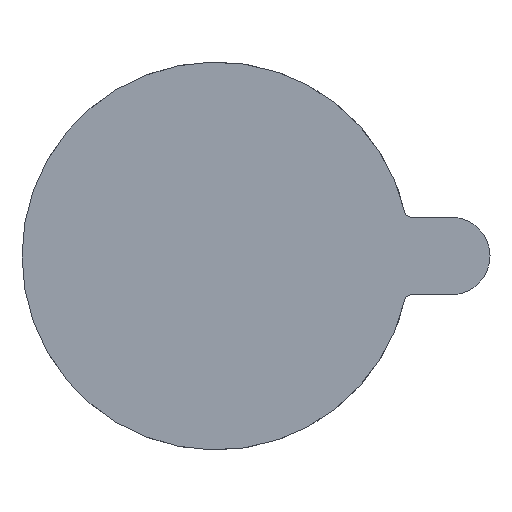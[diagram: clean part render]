
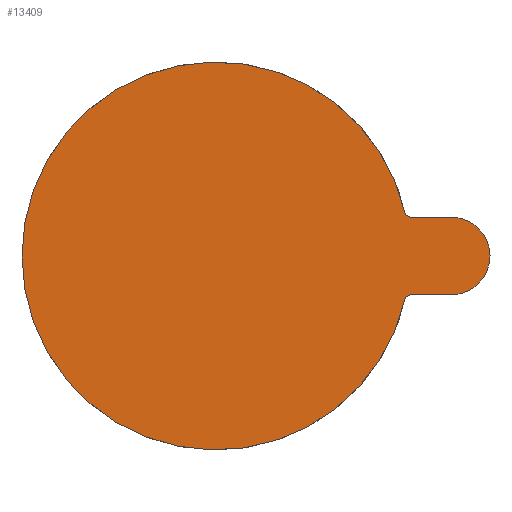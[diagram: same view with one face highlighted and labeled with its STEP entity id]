
A CAD part, top view. The second image highlights one B-rep face of the part: STEP entity #13409.
In plain terms, the highlighted planar face has unit normal (0, 0, 1).
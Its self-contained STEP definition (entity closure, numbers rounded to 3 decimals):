
#220 = LINE ( 'NONE', #4645, #3387 ) ;
#448 = VERTEX_POINT ( 'NONE', #20301 ) ;
#799 = DIRECTION ( 'NONE',  ( -1., 0., 0. ) ) ;
#2038 = AXIS2_PLACEMENT_3D ( 'NONE', #27652, #27801, #799 ) ;
#2755 = EDGE_CURVE ( 'NONE', #4103, #448, #15167, .T. ) ;
#3387 = VECTOR ( 'NONE', #7334, 1000. ) ;
#3653 = ORIENTED_EDGE ( 'NONE', *, *, #4431, .F. ) ;
#4103 = VERTEX_POINT ( 'NONE', #27083 ) ;
#4431 = EDGE_CURVE ( 'NONE', #18542, #4103, #27176, .T. ) ;
#4645 = CARTESIAN_POINT ( 'NONE',  ( 68.221, 50.036, 0.15 ) ) ;
#4923 = VERTEX_POINT ( 'NONE', #15450 ) ;
#5687 = CARTESIAN_POINT ( 'NONE',  ( 65.124, 56.036, 0.15 ) ) ;
#6399 = VERTEX_POINT ( 'NONE', #20224 ) ;
#7334 = DIRECTION ( 'NONE',  ( -1., 0., 0. ) ) ;
#7554 = DIRECTION ( 'NONE',  ( 0., 0., 1. ) ) ;
#8845 = VECTOR ( 'NONE', #24822, 1000. ) ;
#9672 = ORIENTED_EDGE ( 'NONE', *, *, #2755, .F. ) ;
#10652 = CARTESIAN_POINT ( 'NONE',  ( 65.124, 49.536, 0.15 ) ) ;
#12139 = CIRCLE ( 'NONE', #2038, 15. ) ;
#12353 = EDGE_LOOP ( 'NONE', ( #21905, #18958, #30629, #9672, #3653, #14397 ) ) ;
#12522 = CARTESIAN_POINT ( 'NONE',  ( 65.124, 56.536, 0.15 ) ) ;
#12663 = DIRECTION ( 'NONE',  ( 0., 0., 1. ) ) ;
#12730 = AXIS2_PLACEMENT_3D ( 'NONE', #10652, #17425, #22370 ) ;
#12838 = DIRECTION ( 'NONE',  ( -1., 0., 0. ) ) ;
#13136 = DIRECTION ( 'NONE',  ( -1., 0., 0. ) ) ;
#13137 = EDGE_CURVE ( 'NONE', #21675, #4923, #24293, .T. ) ;
#13409 = ADVANCED_FACE ( 'NONE', ( #28290 ), #25630, .F. ) ;
#13604 = CARTESIAN_POINT ( 'NONE',  ( 65.124, 49.536, 0.15 ) ) ;
#14397 = ORIENTED_EDGE ( 'NONE', *, *, #19679, .F. ) ;
#15167 = LINE ( 'NONE', #5687, #8845 ) ;
#15450 = CARTESIAN_POINT ( 'NONE',  ( 64.637, 49.649, 0.15 ) ) ;
#15494 = EDGE_CURVE ( 'NONE', #6399, #448, #30597, .T. ) ;
#16449 = CARTESIAN_POINT ( 'NONE',  ( 68.221, 53.036, 0.15 ) ) ;
#16726 = AXIS2_PLACEMENT_3D ( 'NONE', #13604, #25765, #13136 ) ;
#16885 = EDGE_CURVE ( 'NONE', #6399, #21675, #220, .T. ) ;
#17425 = DIRECTION ( 'NONE',  ( 0., 0., 1. ) ) ;
#18542 = VERTEX_POINT ( 'NONE', #22795 ) ;
#18958 = ORIENTED_EDGE ( 'NONE', *, *, #16885, .F. ) ;
#19679 = EDGE_CURVE ( 'NONE', #4923, #18542, #12139, .T. ) ;
#20224 = CARTESIAN_POINT ( 'NONE',  ( 68.221, 50.036, 0.15 ) ) ;
#20301 = CARTESIAN_POINT ( 'NONE',  ( 68.221, 56.036, 0.15 ) ) ;
#21675 = VERTEX_POINT ( 'NONE', #26030 ) ;
#21905 = ORIENTED_EDGE ( 'NONE', *, *, #13137, .F. ) ;
#22370 = DIRECTION ( 'NONE',  ( -1., 0., 0. ) ) ;
#22795 = CARTESIAN_POINT ( 'NONE',  ( 64.637, 56.424, 0.15 ) ) ;
#24293 = CIRCLE ( 'NONE', #12730, 0.5 ) ;
#24822 = DIRECTION ( 'NONE',  ( 1., 0., 0. ) ) ;
#25630 = PLANE ( 'NONE',  #16726 ) ;
#25685 = AXIS2_PLACEMENT_3D ( 'NONE', #12522, #12663, #12838 ) ;
#25765 = DIRECTION ( 'NONE',  ( 0., 0., -1. ) ) ;
#26030 = CARTESIAN_POINT ( 'NONE',  ( 65.124, 50.036, 0.15 ) ) ;
#26602 = AXIS2_PLACEMENT_3D ( 'NONE', #16449, #7554, #28750 ) ;
#27083 = CARTESIAN_POINT ( 'NONE',  ( 65.124, 56.036, 0.15 ) ) ;
#27176 = CIRCLE ( 'NONE', #25685, 0.5 ) ;
#27652 = CARTESIAN_POINT ( 'NONE',  ( 50.024, 53.036, 0.15 ) ) ;
#27801 = DIRECTION ( 'NONE',  ( 0., 0., -1. ) ) ;
#28290 = FACE_OUTER_BOUND ( 'NONE', #12353, .T. ) ;
#28750 = DIRECTION ( 'NONE',  ( -1., 0., 0. ) ) ;
#30597 = CIRCLE ( 'NONE', #26602, 3. ) ;
#30629 = ORIENTED_EDGE ( 'NONE', *, *, #15494, .T. ) ;
